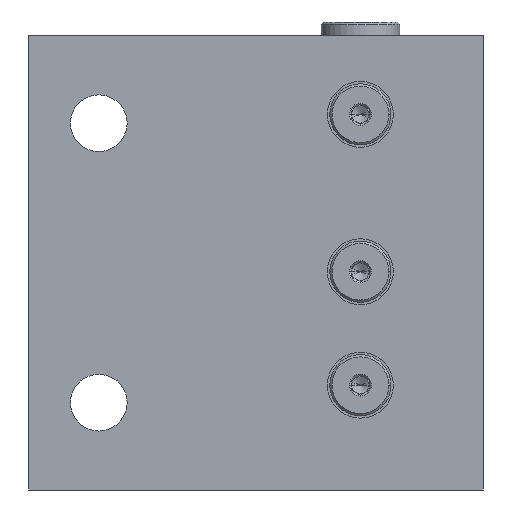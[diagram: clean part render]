
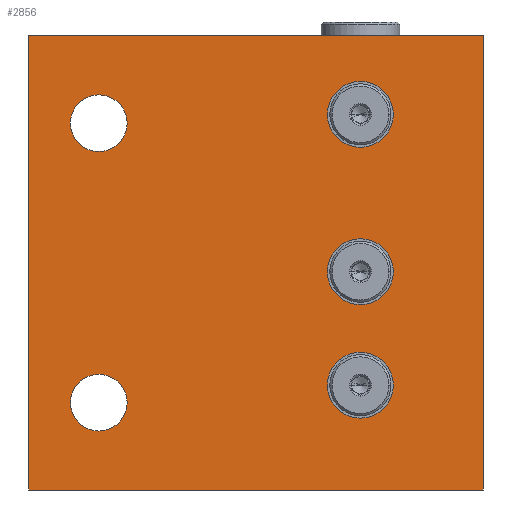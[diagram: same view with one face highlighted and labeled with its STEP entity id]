
A CAD part, front view. The second image highlights one B-rep face of the part: STEP entity #2856.
In plain terms, the highlighted planar face has unit normal (0, -1, 0).
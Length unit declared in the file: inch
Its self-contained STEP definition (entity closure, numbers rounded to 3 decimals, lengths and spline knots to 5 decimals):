
#5=DIRECTION('',(1.,0.,0.));
#6=VECTOR('',#5,3.25);
#7=CARTESIAN_POINT('',(0.,-1.5,0.));
#8=LINE('',#7,#6);
#65=DIRECTION('',(0.,0.,1.));
#66=VECTOR('',#65,3.25);
#67=CARTESIAN_POINT('',(3.25,-1.5,0.));
#68=LINE('',#67,#66);
#89=DIRECTION('',(0.,0.,1.));
#90=VECTOR('',#89,3.25);
#91=CARTESIAN_POINT('',(0.,-1.5,0.));
#92=LINE('',#91,#90);
#93=CARTESIAN_POINT('',(0.5,-1.5,0.625));
#94=DIRECTION('',(0.,1.,0.));
#95=DIRECTION('',(0.,0.,-1.));
#96=AXIS2_PLACEMENT_3D('',#93,#94,#95);
#98=CARTESIAN_POINT('',(0.5,-1.5,0.625));
#99=DIRECTION('',(0.,1.,0.));
#100=DIRECTION('',(0.,0.,1.));
#101=AXIS2_PLACEMENT_3D('',#98,#99,#100);
#103=CARTESIAN_POINT('',(0.5,-1.5,2.625));
#104=DIRECTION('',(0.,1.,0.));
#105=DIRECTION('',(0.,0.,-1.));
#106=AXIS2_PLACEMENT_3D('',#103,#104,#105);
#108=CARTESIAN_POINT('',(0.5,-1.5,2.625));
#109=DIRECTION('',(0.,1.,0.));
#110=DIRECTION('',(0.,0.,1.));
#111=AXIS2_PLACEMENT_3D('',#108,#109,#110);
#113=CARTESIAN_POINT('',(2.372,-1.5,0.75));
#114=DIRECTION('',(0.,1.,0.));
#115=DIRECTION('',(0.,0.,-1.));
#116=AXIS2_PLACEMENT_3D('',#113,#114,#115);
#118=CARTESIAN_POINT('',(2.372,-1.5,0.75));
#119=DIRECTION('',(0.,1.,0.));
#120=DIRECTION('',(0.,0.,1.));
#121=AXIS2_PLACEMENT_3D('',#118,#119,#120);
#123=CARTESIAN_POINT('',(2.372,-1.5,1.562));
#124=DIRECTION('',(0.,1.,0.));
#125=DIRECTION('',(0.,0.,-1.));
#126=AXIS2_PLACEMENT_3D('',#123,#124,#125);
#128=CARTESIAN_POINT('',(2.372,-1.5,1.562));
#129=DIRECTION('',(0.,1.,0.));
#130=DIRECTION('',(0.,0.,1.));
#131=AXIS2_PLACEMENT_3D('',#128,#129,#130);
#133=CARTESIAN_POINT('',(2.372,-1.5,2.688));
#134=DIRECTION('',(0.,1.,0.));
#135=DIRECTION('',(0.,0.,-1.));
#136=AXIS2_PLACEMENT_3D('',#133,#134,#135);
#138=CARTESIAN_POINT('',(2.372,-1.5,2.688));
#139=DIRECTION('',(0.,1.,0.));
#140=DIRECTION('',(0.,0.,1.));
#141=AXIS2_PLACEMENT_3D('',#138,#139,#140);
#155=DIRECTION('',(1.,0.,0.));
#156=VECTOR('',#155,3.25);
#157=CARTESIAN_POINT('',(0.,-1.5,3.25));
#158=LINE('',#157,#156);
#2393=CARTESIAN_POINT('',(0.,-1.5,0.));
#2395=VERTEX_POINT('',#2393);
#2396=CARTESIAN_POINT('',(3.25,-1.5,0.));
#2397=VERTEX_POINT('',#2396);
#2401=CARTESIAN_POINT('',(0.,-1.5,3.25));
#2403=VERTEX_POINT('',#2401);
#2404=CARTESIAN_POINT('',(3.25,-1.5,3.25));
#2405=VERTEX_POINT('',#2404);
#2530=CARTESIAN_POINT('',(0.5,-1.5,0.422));
#2531=CARTESIAN_POINT('',(0.5,-1.5,0.828));
#2532=VERTEX_POINT('',#2530);
#2533=VERTEX_POINT('',#2531);
#2538=CARTESIAN_POINT('',(0.5,-1.5,2.422));
#2539=CARTESIAN_POINT('',(0.5,-1.5,2.828));
#2540=VERTEX_POINT('',#2538);
#2541=VERTEX_POINT('',#2539);
#2566=CARTESIAN_POINT('',(2.372,-1.5,0.514));
#2567=CARTESIAN_POINT('',(2.372,-1.5,0.986));
#2568=VERTEX_POINT('',#2566);
#2569=VERTEX_POINT('',#2567);
#2608=CARTESIAN_POINT('',(2.372,-1.5,1.326));
#2609=CARTESIAN_POINT('',(2.372,-1.5,1.798));
#2610=VERTEX_POINT('',#2608);
#2611=VERTEX_POINT('',#2609);
#2638=CARTESIAN_POINT('',(2.372,-1.5,2.452));
#2639=CARTESIAN_POINT('',(2.372,-1.5,2.924));
#2640=VERTEX_POINT('',#2638);
#2641=VERTEX_POINT('',#2639);
#2814=CARTESIAN_POINT('',(0.,-1.5,0.));
#2815=DIRECTION('',(0.,-1.,0.));
#2816=DIRECTION('',(1.,0.,0.));
#2817=AXIS2_PLACEMENT_3D('',#2814,#2815,#2816);
#2818=PLANE('',#2817);
#2819=ORIENTED_EDGE('',*,*,#2726,.F.);
#2820=ORIENTED_EDGE('',*,*,#2751,.T.);
#2822=ORIENTED_EDGE('',*,*,#2821,.T.);
#2823=ORIENTED_EDGE('',*,*,#2794,.F.);
#2824=EDGE_LOOP('',(#2819,#2820,#2822,#2823));
#2825=FACE_OUTER_BOUND('',#2824,.F.);
#2827=ORIENTED_EDGE('',*,*,#2826,.F.);
#2829=ORIENTED_EDGE('',*,*,#2828,.F.);
#2830=EDGE_LOOP('',(#2827,#2829));
#2831=FACE_BOUND('',#2830,.F.);
#2833=ORIENTED_EDGE('',*,*,#2832,.F.);
#2835=ORIENTED_EDGE('',*,*,#2834,.F.);
#2836=EDGE_LOOP('',(#2833,#2835));
#2837=FACE_BOUND('',#2836,.F.);
#2839=ORIENTED_EDGE('',*,*,#2838,.F.);
#2841=ORIENTED_EDGE('',*,*,#2840,.F.);
#2842=EDGE_LOOP('',(#2839,#2841));
#2843=FACE_BOUND('',#2842,.F.);
#2845=ORIENTED_EDGE('',*,*,#2844,.F.);
#2847=ORIENTED_EDGE('',*,*,#2846,.F.);
#2848=EDGE_LOOP('',(#2845,#2847));
#2849=FACE_BOUND('',#2848,.F.);
#2851=ORIENTED_EDGE('',*,*,#2850,.F.);
#2853=ORIENTED_EDGE('',*,*,#2852,.F.);
#2854=EDGE_LOOP('',(#2851,#2853));
#2855=FACE_BOUND('',#2854,.F.);
#2856=ADVANCED_FACE('',(#2825,#2831,#2837,#2843,#2849,#2855),#2818,.T.);
#97=CIRCLE('',#96,0.203);
#102=CIRCLE('',#101,0.203);
#107=CIRCLE('',#106,0.203);
#112=CIRCLE('',#111,0.203);
#117=CIRCLE('',#116,0.236);
#122=CIRCLE('',#121,0.236);
#127=CIRCLE('',#126,0.236);
#132=CIRCLE('',#131,0.236);
#137=CIRCLE('',#136,0.236);
#142=CIRCLE('',#141,0.236);
#2726=EDGE_CURVE('',#2395,#2397,#8,.T.);
#2751=EDGE_CURVE('',#2395,#2403,#92,.T.);
#2794=EDGE_CURVE('',#2397,#2405,#68,.T.);
#2821=EDGE_CURVE('',#2403,#2405,#158,.T.);
#2826=EDGE_CURVE('',#2532,#2533,#97,.T.);
#2828=EDGE_CURVE('',#2533,#2532,#102,.T.);
#2832=EDGE_CURVE('',#2540,#2541,#107,.T.);
#2834=EDGE_CURVE('',#2541,#2540,#112,.T.);
#2838=EDGE_CURVE('',#2568,#2569,#117,.T.);
#2840=EDGE_CURVE('',#2569,#2568,#122,.T.);
#2844=EDGE_CURVE('',#2610,#2611,#127,.T.);
#2846=EDGE_CURVE('',#2611,#2610,#132,.T.);
#2850=EDGE_CURVE('',#2640,#2641,#137,.T.);
#2852=EDGE_CURVE('',#2641,#2640,#142,.T.);
